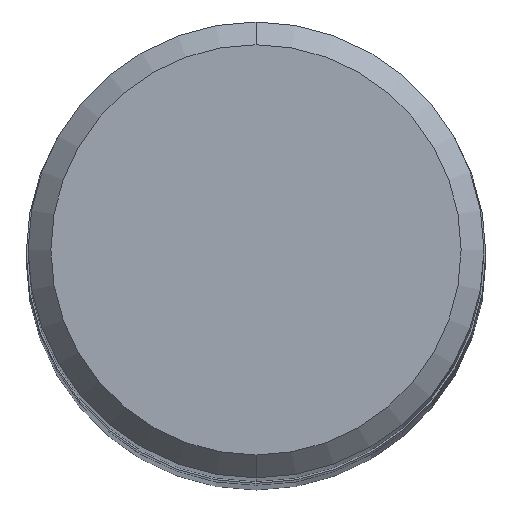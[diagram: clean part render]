
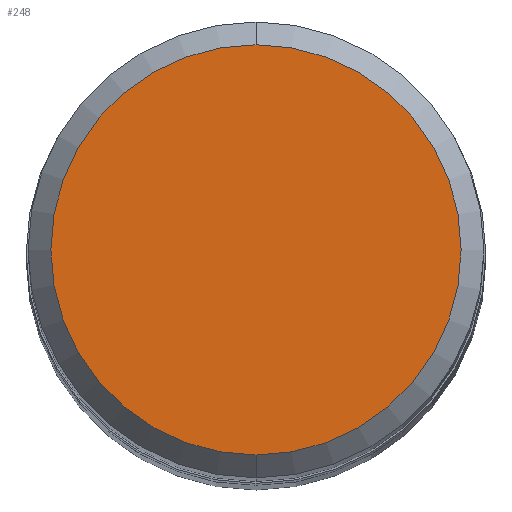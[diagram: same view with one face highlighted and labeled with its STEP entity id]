
A CAD part, top view. The second image highlights one B-rep face of the part: STEP entity #248.
In plain terms, the highlighted planar face has unit normal (0, 0, 1).
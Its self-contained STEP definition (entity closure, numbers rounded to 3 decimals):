
#248=ADVANCED_FACE('',(#555),#556,.T.);
#288=VERTEX_POINT('',#602);
#356=EDGE_CURVE('',#288,#358,#681,.T.);
#358=VERTEX_POINT('',#683);
#450=EDGE_CURVE('',#358,#288,#780,.T.);
#555=FACE_OUTER_BOUND('',#983,.T.);
#556=PLANE('',#984);
#602=CARTESIAN_POINT('',(0.,-5.4,0.0));
#681=CIRCLE('',#1229,5.4);
#683=CARTESIAN_POINT('',(0.0,5.4,0.0));
#780=CIRCLE('',#1450,5.4);
#983=EDGE_LOOP('',(#1571,#1572));
#984=AXIS2_PLACEMENT_3D('',#1573,#1574,#1575);
#1229=AXIS2_PLACEMENT_3D('',#1736,#1737,#1738);
#1450=AXIS2_PLACEMENT_3D('',#1824,#1825,#1826);
#1571=ORIENTED_EDGE('',*,*,#450,.F.);
#1572=ORIENTED_EDGE('',*,*,#356,.F.);
#1573=CARTESIAN_POINT('',(0.0,2.7,0.0));
#1574=DIRECTION('',(-0.0,0.0,1.0));
#1575=DIRECTION('',(0.0,-1.0,0.0));
#1736=CARTESIAN_POINT('',(0.0,0.0,0.0));
#1737=DIRECTION('',(0.0,0.0,-1.0));
#1738=DIRECTION('',(0.0,1.0,0.0));
#1824=CARTESIAN_POINT('',(0.0,0.0,0.0));
#1825=DIRECTION('',(0.0,0.0,-1.0));
#1826=DIRECTION('',(0.0,1.0,0.0));
